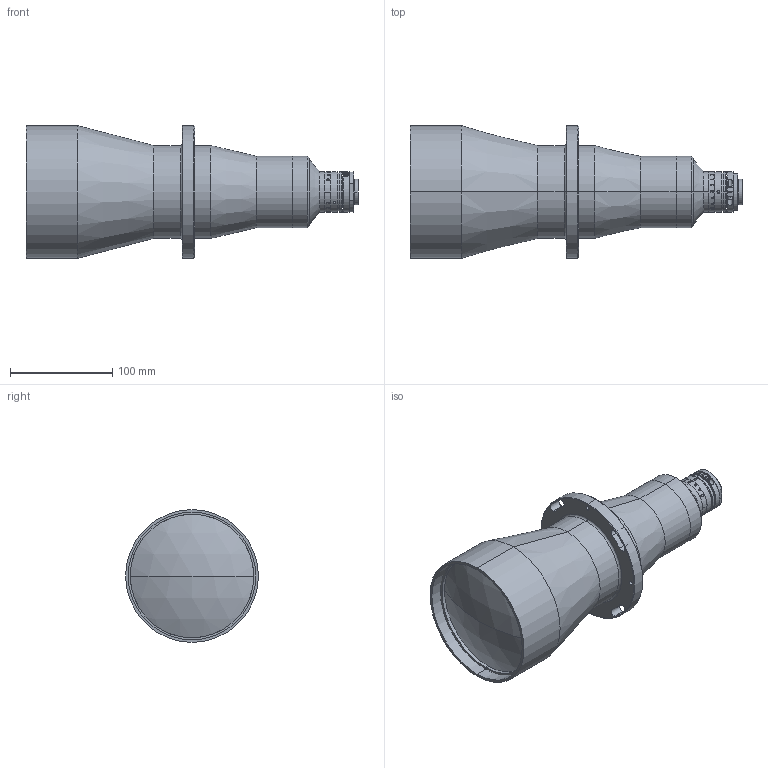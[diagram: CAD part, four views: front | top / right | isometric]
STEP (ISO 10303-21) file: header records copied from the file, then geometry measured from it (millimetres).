
FILE_DESCRIPTION (( 'STEP AP203' ), '1' );
FILE_NAME ('XF-PTL11011-C-(HD).STEP', '2019-02-21T06:29:18', ( 'puyufan' ), ( '' ), 'SwSTEP 2.0', 'SolidWorks 2014', '' );
FILE_SCHEMA (( 'CONFIG_CONTROL_DESIGN' ));
Length unit declared in the file: millimetre
Products named in the file (1): XF-PTL11011-C-(HD)
Bounding box: 325.09 x 130 x 130 mm (x, y, z)
Surface area: 141749.7 mm2 (no closed solid volume)
Topology: 0 solids, 33 shells, 183 faces, 999 edges, 855 vertices
Faces by surface type: cylinder 100, plane 51, cone 16, torus 12, sphere 4
Entity records: 15875 total; most frequent: CARTESIAN_POINT 8325, DIRECTION 1484, ORIENTED_EDGE 1338, EDGE_CURVE 999, VERTEX_POINT 855, AXIS2_PLACEMENT_3D 584, CIRCLE 400, VECTOR 316
